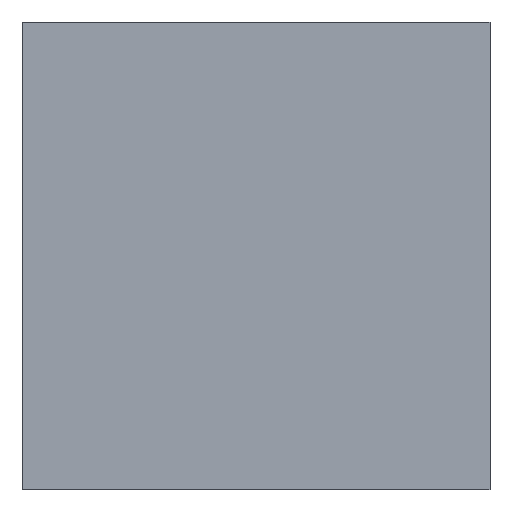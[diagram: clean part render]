
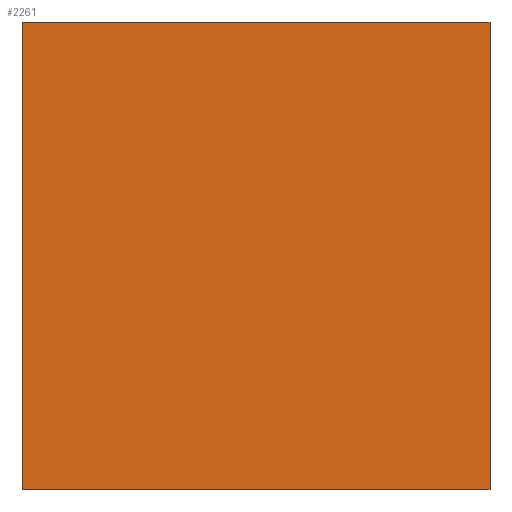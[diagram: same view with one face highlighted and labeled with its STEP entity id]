
A CAD part, front view. The second image highlights one B-rep face of the part: STEP entity #2261.
In plain terms, the highlighted planar face has unit normal (0, -1, 0).
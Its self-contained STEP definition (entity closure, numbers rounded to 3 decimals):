
#149=FACE_OUTER_BOUND('',#268,.T.);
#268=EDGE_LOOP('',(#1629,#1630,#1631,#1632));
#426=LINE('',#3342,#698);
#431=LINE('',#3355,#703);
#435=LINE('',#3362,#707);
#442=LINE('',#3378,#714);
#698=VECTOR('',#2671,10.);
#703=VECTOR('',#2684,10.);
#707=VECTOR('',#2690,10.);
#714=VECTOR('',#2709,10.);
#958=VERTEX_POINT('',#3339);
#959=VERTEX_POINT('',#3341);
#963=VERTEX_POINT('',#3354);
#965=VERTEX_POINT('',#3361);
#1204=EDGE_CURVE('',#958,#959,#426,.T.);
#1210=EDGE_CURVE('',#963,#959,#431,.T.);
#1214=EDGE_CURVE('',#963,#965,#435,.T.);
#1222=EDGE_CURVE('',#958,#965,#442,.T.);
#1629=ORIENTED_EDGE('',*,*,#1222,.T.);
#1630=ORIENTED_EDGE('',*,*,#1214,.F.);
#1631=ORIENTED_EDGE('',*,*,#1210,.T.);
#1632=ORIENTED_EDGE('',*,*,#1204,.F.);
#2176=PLANE('',#2402);
#2261=ADVANCED_FACE('',(#149),#2176,.T.);
#2402=AXIS2_PLACEMENT_3D('',#3377,#2707,#2708);
#2671=DIRECTION('',(1.,0.,0.));
#2684=DIRECTION('',(0.,0.,1.));
#2690=DIRECTION('',(-1.,0.,0.));
#2707=DIRECTION('center_axis',(0.,-1.,0.));
#2708=DIRECTION('ref_axis',(1.,0.,0.));
#2709=DIRECTION('',(0.,0.,-1.));
#3339=CARTESIAN_POINT('',(-35.,0.,45.));
#3341=CARTESIAN_POINT('',(35.,0.,45.));
#3342=CARTESIAN_POINT('',(35.,0.,45.));
#3354=CARTESIAN_POINT('',(35.,0.,-25.));
#3355=CARTESIAN_POINT('',(35.,0.,0.));
#3361=CARTESIAN_POINT('',(-35.,0.,-25.));
#3362=CARTESIAN_POINT('',(35.,0.,-25.));
#3377=CARTESIAN_POINT('Origin',(-30.,0.,0.));
#3378=CARTESIAN_POINT('',(-35.,0.,0.));
